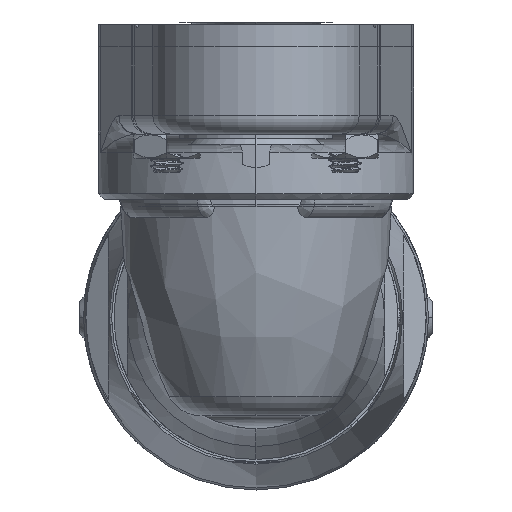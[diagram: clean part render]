
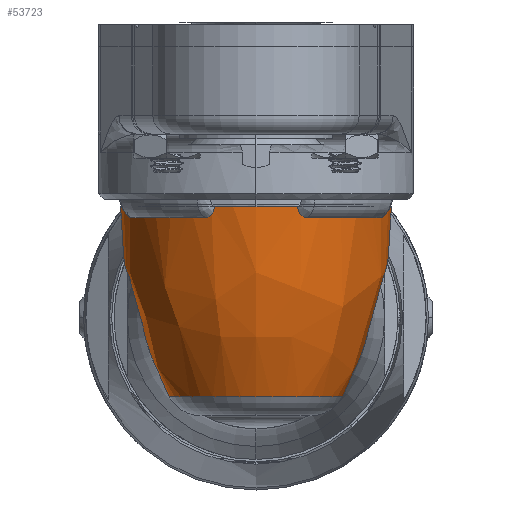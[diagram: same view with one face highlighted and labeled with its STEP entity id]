
A CAD part, left-side view. The second image highlights one B-rep face of the part: STEP entity #53723.
In plain terms, the highlighted free-form (B-spline) face has degree [3, 3] with [7, 4] control points.
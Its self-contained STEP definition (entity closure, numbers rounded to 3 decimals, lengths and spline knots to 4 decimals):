
#52701=CARTESIAN_POINT('',(-5.3091,-0.4824,0.5608));
#52702=CARTESIAN_POINT('',(-5.3091,-0.4824,
0.5474));
#52703=CARTESIAN_POINT('',(-5.3098,-0.4827,
0.5208));
#52704=CARTESIAN_POINT('',(-5.312,-0.4838,
0.4944));
#52705=CARTESIAN_POINT('',(-5.3135,-0.4845,
0.4812));
#52707=CARTESIAN_POINT('',(-5.799,0.,-0.4017));
#52708=DIRECTION('',(0.,0.,-1.));
#52709=DIRECTION('',(0.327,-0.945,0.));
#52710=AXIS2_PLACEMENT_3D('',#52707,#52708,#52709);
#52712=CARTESIAN_POINT('',(-5.3135,0.4845,
0.4812));
#52713=CARTESIAN_POINT('',(-5.312,0.4838,
0.4944));
#52714=CARTESIAN_POINT('',(-5.3098,0.4827,
0.5208));
#52715=CARTESIAN_POINT('',(-5.3091,0.4824,
0.5474));
#52716=CARTESIAN_POINT('',(-5.3091,0.4824,0.5608));
#52718=CARTESIAN_POINT('',(-5.799,0.,0.5608));
#52719=DIRECTION('',(0.,0.,1.));
#52720=DIRECTION('',(0.713,0.702,0.));
#52721=AXIS2_PLACEMENT_3D('',#52718,#52719,#52720);
#52897=CARTESIAN_POINT('',(-5.6551,0.4165,
-0.4017));
#52898=CARTESIAN_POINT('',(-5.6605,0.4245,
-0.3911));
#52899=CARTESIAN_POINT('',(-5.6709,0.4396,
-0.3701));
#52900=CARTESIAN_POINT('',(-5.6847,0.4595,
-0.3397));
#52901=CARTESIAN_POINT('',(-5.6962,0.477,
-0.3104));
#52902=CARTESIAN_POINT('',(-5.7048,0.4923,
-0.2823));
#52903=CARTESIAN_POINT('',(-5.7102,0.506,
-0.2549));
#52904=CARTESIAN_POINT('',(-5.712,0.5189,
-0.2264));
#52905=CARTESIAN_POINT('',(-5.709,0.5316,
-0.1954));
#52906=CARTESIAN_POINT('',(-5.7008,0.5437,
-0.162));
#52907=CARTESIAN_POINT('',(-5.6872,0.5549,
-0.1261));
#52908=CARTESIAN_POINT('',(-5.6692,0.5649,
-0.0879));
#52909=CARTESIAN_POINT('',(-5.6479,0.5733,
-0.0481));
#52910=CARTESIAN_POINT('',(-5.624,0.5798,
-0.0066));
#52911=CARTESIAN_POINT('',(-5.5973,0.5845,
0.0377));
#52912=CARTESIAN_POINT('',(-5.5674,0.5867,
0.0859));
#52913=CARTESIAN_POINT('',(-5.534,0.5859,
0.1387));
#52914=CARTESIAN_POINT('',(-5.4969,0.5809,
0.1965));
#52915=CARTESIAN_POINT('',(-5.4563,0.5705,
0.2595));
#52916=CARTESIAN_POINT('',(-5.4126,0.5532,
0.3271));
#52917=CARTESIAN_POINT('',(-5.3652,0.5268,
0.4006));
#52918=CARTESIAN_POINT('',(-5.3309,0.5004,
0.454));
#52919=CARTESIAN_POINT('',(-5.3135,0.4845,
0.4812));
#52992=CARTESIAN_POINT('',(-5.6551,0.4165,
-0.4017));
#53029=CARTESIAN_POINT('',(-5.3135,-0.4845,
0.4812));
#53030=CARTESIAN_POINT('',(-5.3304,-0.5,
0.4547));
#53031=CARTESIAN_POINT('',(-5.3637,-0.5257,
0.4029));
#53032=CARTESIAN_POINT('',(-5.4097,-0.5518,
0.3315));
#53033=CARTESIAN_POINT('',(-5.4522,-0.5691,
0.2659));
#53034=CARTESIAN_POINT('',(-5.4916,-0.5798,
0.2048));
#53035=CARTESIAN_POINT('',(-5.5276,-0.5852,
0.1486));
#53036=CARTESIAN_POINT('',(-5.5601,-0.5868,
0.0975));
#53037=CARTESIAN_POINT('',(-5.5891,-0.5853,
0.0511));
#53038=CARTESIAN_POINT('',(-5.615,-0.5816,
0.0085));
#53039=CARTESIAN_POINT('',(-5.6382,-0.5762,
-0.031));
#53040=CARTESIAN_POINT('',(-5.6592,-0.5691,
-0.0688));
#53041=CARTESIAN_POINT('',(-5.6774,-0.5607,
-0.1048));
#53042=CARTESIAN_POINT('',(-5.6921,-0.5512,
-0.1384));
#53043=CARTESIAN_POINT('',(-5.7037,-0.5403,
-0.1718));
#53044=CARTESIAN_POINT('',(-5.7112,-0.5269,
-0.2077));
#53045=CARTESIAN_POINT('',(-5.7117,-0.5107,
-0.2451));
#53046=CARTESIAN_POINT('',(-5.7055,-0.4934,
-0.2804));
#53047=CARTESIAN_POINT('',(-5.6957,-0.4762,
-0.3118));
#53048=CARTESIAN_POINT('',(-5.6847,-0.4595,
-0.3396));
#53049=CARTESIAN_POINT('',(-5.6737,-0.4436,
-0.364));
#53050=CARTESIAN_POINT('',(-5.6635,-0.429,
-0.385));
#53051=CARTESIAN_POINT('',(-5.6577,-0.4205,
-0.3965));
#53052=CARTESIAN_POINT('',(-5.6551,-0.4165,
-0.4017));
#53069=CARTESIAN_POINT('',(-5.6551,-0.4165,
-0.4017));
#53536=VERTEX_POINT('',#52992);
#53539=VERTEX_POINT('',#53069);
#53549=VERTEX_POINT('',#52716);
#53550=VERTEX_POINT('',#52712);
#53556=VERTEX_POINT('',#52705);
#53557=VERTEX_POINT('',#52701);
#53681=CARTESIAN_POINT('',(-5.2658,-0.4339,
0.5808));
#53682=CARTESIAN_POINT('',(-5.2631,-0.4361,
0.2287));
#53683=CARTESIAN_POINT('',(-5.3309,-0.3809,
-0.1124));
#53684=CARTESIAN_POINT('',(-5.4648,-0.272,
-0.4193));
#53685=CARTESIAN_POINT('',(-5.7555,-1.0356,
0.5808));
#53686=CARTESIAN_POINT('',(-5.7553,-1.0409,
0.2287));
#53687=CARTESIAN_POINT('',(-5.7608,-0.9091,
-0.1124));
#53688=CARTESIAN_POINT('',(-5.7717,-0.6492,
-0.4193));
#53689=CARTESIAN_POINT('',(-6.4864,-0.7757,
0.5808));
#53690=CARTESIAN_POINT('',(-6.4899,-0.7797,
0.2287));
#53691=CARTESIAN_POINT('',(-6.4025,-0.681,
-0.1124));
#53692=CARTESIAN_POINT('',(-6.2299,-0.4863,
-0.4193));
#53693=CARTESIAN_POINT('',(-6.4864,0.,0.5808));
#53694=CARTESIAN_POINT('',(-6.4899,0.,0.2287));
#53695=CARTESIAN_POINT('',(-6.4025,0.,-0.1124));
#53696=CARTESIAN_POINT('',(-6.2299,0.,-0.4193));
#53697=CARTESIAN_POINT('',(-6.4864,0.7757,
0.5808));
#53698=CARTESIAN_POINT('',(-6.4899,0.7797,
0.2287));
#53699=CARTESIAN_POINT('',(-6.4025,0.681,
-0.1124));
#53700=CARTESIAN_POINT('',(-6.2299,0.4863,
-0.4193));
#53701=CARTESIAN_POINT('',(-5.7555,1.0356,
0.5808));
#53702=CARTESIAN_POINT('',(-5.7553,1.0409,
0.2287));
#53703=CARTESIAN_POINT('',(-5.7608,0.9091,
-0.1124));
#53704=CARTESIAN_POINT('',(-5.7717,0.6492,
-0.4193));
#53705=CARTESIAN_POINT('',(-5.2658,0.4339,
0.5808));
#53706=CARTESIAN_POINT('',(-5.2631,0.4361,
0.2287));
#53707=CARTESIAN_POINT('',(-5.3309,0.3809,
-0.1124));
#53708=CARTESIAN_POINT('',(-5.4648,0.272,
-0.4193));
#53709=(BOUNDED_SURFACE()B_SPLINE_SURFACE(3,3,((#53681,#53682,#53683,#53684),(
#53685,#53686,#53687,#53688),(#53689,#53690,#53691,#53692),(#53693,#53694,
#53695,#53696),(#53697,#53698,#53699,#53700),(#53701,#53702,#53703,#53704),(
#53705,#53706,#53707,#53708)),.UNSPECIFIED.,.F.,.F.,.F.)B_SPLINE_SURFACE_WITH_KNOTS((4,3,4),(4,4),(0.,1.,2.),(0.,1.),.UNSPECIFIED.)GEOMETRIC_REPRESENTATION_ITEM()RATIONAL_B_SPLINE_SURFACE(((1.524,1.49,
1.49,1.524),(0.848,0.829,
0.829,0.848),(0.848,0.829,
0.829,0.848),(1.524,1.49,
1.49,1.524),(0.848,0.829,
0.829,0.848),(0.848,0.829,
0.829,0.848),(1.524,1.49,
1.49,1.524)))REPRESENTATION_ITEM('')SURFACE());
#53711=ORIENTED_EDGE('',*,*,#53710,.T.);
#53713=ORIENTED_EDGE('',*,*,#53712,.T.);
#53714=ORIENTED_EDGE('',*,*,#53674,.T.);
#53716=ORIENTED_EDGE('',*,*,#53715,.T.);
#53718=ORIENTED_EDGE('',*,*,#53717,.T.);
#53720=ORIENTED_EDGE('',*,*,#53719,.T.);
#53721=EDGE_LOOP('',(#53711,#53713,#53714,#53716,#53718,#53720));
#53722=FACE_OUTER_BOUND('',#53721,.F.);
#53723=ADVANCED_FACE('',(#53722),#53709,.T.);
#52706=B_SPLINE_CURVE_WITH_KNOTS('',3,(#52701,#52702,#52703,#52704,#52705),
.UNSPECIFIED.,.F.,.F.,(4,1,4),(0.,0.5,1.),.UNSPECIFIED.);
#52711=CIRCLE('',#52710,0.4407);
#52717=B_SPLINE_CURVE_WITH_KNOTS('',3,(#52712,#52713,#52714,#52715,#52716),
.UNSPECIFIED.,.F.,.F.,(4,1,4),(0.,0.5,1.),.UNSPECIFIED.);
#52722=CIRCLE('',#52721,0.6875);
#52920=B_SPLINE_CURVE_WITH_KNOTS('',3,(#52897,#52898,#52899,#52900,#52901,
#52902,#52903,#52904,#52905,#52906,#52907,#52908,#52909,#52910,#52911,#52912,
#52913,#52914,#52915,#52916,#52917,#52918,#52919),.UNSPECIFIED.,.F.,.F.,(4,1,1,
1,1,1,1,1,1,1,1,1,1,1,1,1,1,1,1,1,4),(0.,0.05,0.1,0.15,0.2,0.25,
0.3,0.35,0.4,0.45,0.5,0.55,0.6,0.65,0.7,0.75,0.8,0.85,
0.9,0.95,1.),.UNSPECIFIED.);
#53053=B_SPLINE_CURVE_WITH_KNOTS('',3,(#53029,#53030,#53031,#53032,#53033,
#53034,#53035,#53036,#53037,#53038,#53039,#53040,#53041,#53042,#53043,#53044,
#53045,#53046,#53047,#53048,#53049,#53050,#53051,#53052),.UNSPECIFIED.,.F.,.F.,(
4,1,1,1,1,1,1,1,1,1,1,1,1,1,1,1,1,1,1,1,1,4),(0.,0.0476,
0.0952,0.1429,0.1905,0.2381,
0.2857,0.3333,0.381,0.4286,
0.4762,0.5238,0.5714,0.619,
0.6667,0.7143,0.7619,0.8095,
0.8571,0.9048,0.9524,1.),.UNSPECIFIED.);
#53674=EDGE_CURVE('',#53539,#53536,#52711,.T.);
#53710=EDGE_CURVE('',#53557,#53556,#52706,.T.);
#53712=EDGE_CURVE('',#53556,#53539,#53053,.T.);
#53715=EDGE_CURVE('',#53536,#53550,#52920,.T.);
#53717=EDGE_CURVE('',#53550,#53549,#52717,.T.);
#53719=EDGE_CURVE('',#53549,#53557,#52722,.T.);
